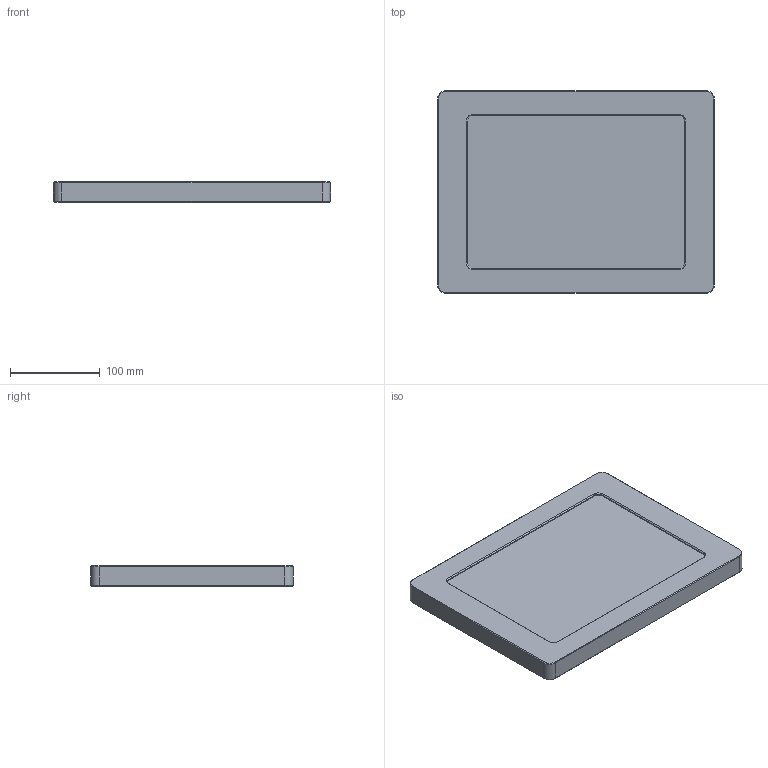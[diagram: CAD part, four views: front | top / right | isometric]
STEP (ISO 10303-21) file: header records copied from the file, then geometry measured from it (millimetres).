
FILE_DESCRIPTION(/* description */ (''),/* implementation_level */ '2;1');
FILE_NAME(/* name */ 'VB_VESA_SGO.stp',/* time_stamp */ '2019-08-27T11:55:42-04:00',/* author */ ('NickC'),/* organization */ (''),/* preprocessor_version */ 'ST-DEVELOPER v17',/* originating_system */ 'Autodesk Inventor 2019',/* authorisation */ '');
FILE_SCHEMA (('AUTOMOTIVE_DESIGN { 1 0 10303 214 3 1 1 }'));
Length unit declared in the file: inch
Products named in the file (1): Part1
Bounding box: 308.79 x 225.63 x 22.48 mm (x, y, z)
Volume: 1471204.6 mm3; surface area: 165530.6 mm2
Topology: 1 solids, 7 shells, 940 faces, 2530 edges, 1678 vertices
Faces by surface type: plane 721, cone 89, cylinder 80, bspline 50
Full cylindrical faces by diameter (mm): 2.438 x1, 3.251 x4, 3.306 x16, 4.166 x10, 4.826 x8, 38.1 x1
Entity records: 32299 total; most frequent: CARTESIAN_POINT 9451, ORIENTED_EDGE 5060, DIRECTION 4258, EDGE_CURVE 2530, LINE 1960, VECTOR 1960, VERTEX_POINT 1678, AXIS2_PLACEMENT_3D 1149
